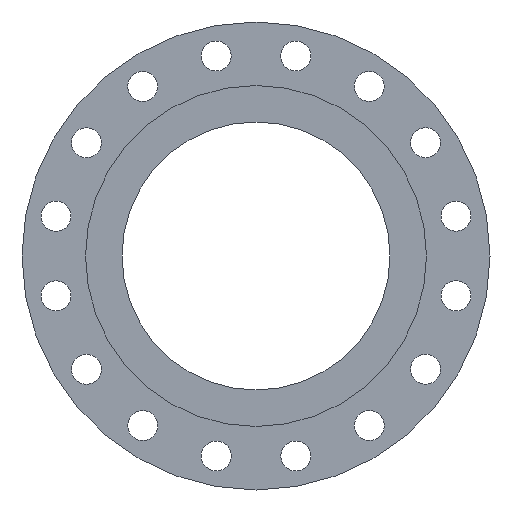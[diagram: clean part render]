
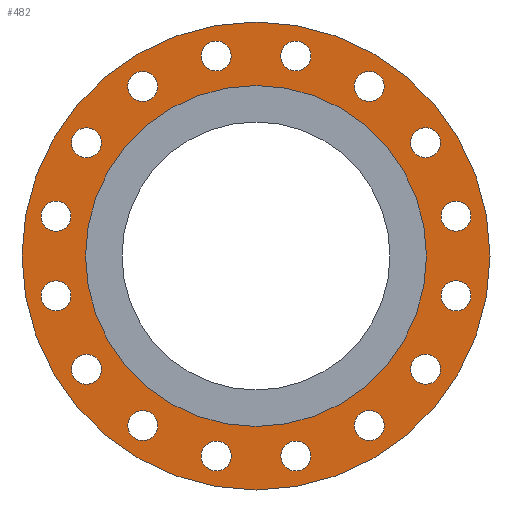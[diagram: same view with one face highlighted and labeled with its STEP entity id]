
A CAD part, front view. The second image highlights one B-rep face of the part: STEP entity #482.
In plain terms, the highlighted planar face has unit normal (0, -1, 0).
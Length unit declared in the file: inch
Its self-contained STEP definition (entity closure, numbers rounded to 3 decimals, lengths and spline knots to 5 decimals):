
#16=FACE_BOUND('',#101,.T.);
#17=FACE_BOUND('',#102,.T.);
#18=FACE_BOUND('',#103,.T.);
#19=FACE_BOUND('',#104,.T.);
#20=FACE_BOUND('',#105,.T.);
#21=FACE_BOUND('',#106,.T.);
#22=FACE_BOUND('',#107,.T.);
#23=FACE_BOUND('',#108,.T.);
#24=FACE_BOUND('',#109,.T.);
#25=FACE_BOUND('',#110,.T.);
#26=FACE_BOUND('',#111,.T.);
#27=FACE_BOUND('',#112,.T.);
#28=FACE_BOUND('',#113,.T.);
#29=FACE_BOUND('',#114,.T.);
#30=FACE_BOUND('',#115,.T.);
#31=FACE_BOUND('',#116,.T.);
#32=FACE_BOUND('',#117,.T.);
#51=PLANE('',#565);
#75=FACE_OUTER_BOUND('',#100,.T.);
#100=EDGE_LOOP('',(#399));
#101=EDGE_LOOP('',(#400));
#102=EDGE_LOOP('',(#401));
#103=EDGE_LOOP('',(#402));
#104=EDGE_LOOP('',(#403));
#105=EDGE_LOOP('',(#404));
#106=EDGE_LOOP('',(#405));
#107=EDGE_LOOP('',(#406));
#108=EDGE_LOOP('',(#407));
#109=EDGE_LOOP('',(#408));
#110=EDGE_LOOP('',(#409));
#111=EDGE_LOOP('',(#410));
#112=EDGE_LOOP('',(#411));
#113=EDGE_LOOP('',(#412));
#114=EDGE_LOOP('',(#413));
#115=EDGE_LOOP('',(#414));
#116=EDGE_LOOP('',(#415));
#117=EDGE_LOOP('',(#416));
#181=CIRCLE('',#510,0.56);
#183=CIRCLE('',#513,0.56);
#185=CIRCLE('',#516,0.56);
#187=CIRCLE('',#519,0.56);
#189=CIRCLE('',#522,0.56);
#191=CIRCLE('',#525,0.56);
#193=CIRCLE('',#528,0.56);
#195=CIRCLE('',#531,0.56);
#197=CIRCLE('',#534,0.56);
#199=CIRCLE('',#537,0.56);
#201=CIRCLE('',#540,0.56);
#203=CIRCLE('',#543,0.56);
#205=CIRCLE('',#546,0.56);
#207=CIRCLE('',#549,0.56);
#209=CIRCLE('',#552,0.56);
#211=CIRCLE('',#555,0.56);
#216=CIRCLE('',#564,6.375);
#217=CIRCLE('',#566,8.75);
#221=VERTEX_POINT('',#727);
#223=VERTEX_POINT('',#733);
#225=VERTEX_POINT('',#739);
#227=VERTEX_POINT('',#745);
#229=VERTEX_POINT('',#751);
#231=VERTEX_POINT('',#757);
#233=VERTEX_POINT('',#763);
#235=VERTEX_POINT('',#769);
#237=VERTEX_POINT('',#775);
#239=VERTEX_POINT('',#781);
#241=VERTEX_POINT('',#787);
#243=VERTEX_POINT('',#793);
#245=VERTEX_POINT('',#799);
#247=VERTEX_POINT('',#805);
#249=VERTEX_POINT('',#811);
#251=VERTEX_POINT('',#817);
#256=VERTEX_POINT('',#834);
#257=VERTEX_POINT('',#838);
#262=EDGE_CURVE('',#221,#221,#181,.T.);
#265=EDGE_CURVE('',#223,#223,#183,.T.);
#268=EDGE_CURVE('',#225,#225,#185,.T.);
#271=EDGE_CURVE('',#227,#227,#187,.T.);
#274=EDGE_CURVE('',#229,#229,#189,.T.);
#277=EDGE_CURVE('',#231,#231,#191,.T.);
#280=EDGE_CURVE('',#233,#233,#193,.T.);
#283=EDGE_CURVE('',#235,#235,#195,.T.);
#286=EDGE_CURVE('',#237,#237,#197,.T.);
#289=EDGE_CURVE('',#239,#239,#199,.T.);
#292=EDGE_CURVE('',#241,#241,#201,.T.);
#295=EDGE_CURVE('',#243,#243,#203,.T.);
#298=EDGE_CURVE('',#245,#245,#205,.T.);
#301=EDGE_CURVE('',#247,#247,#207,.T.);
#304=EDGE_CURVE('',#249,#249,#209,.T.);
#307=EDGE_CURVE('',#251,#251,#211,.T.);
#314=EDGE_CURVE('',#256,#256,#216,.T.);
#316=EDGE_CURVE('',#257,#257,#217,.T.);
#399=ORIENTED_EDGE('',*,*,#316,.F.);
#400=ORIENTED_EDGE('',*,*,#262,.T.);
#401=ORIENTED_EDGE('',*,*,#265,.T.);
#402=ORIENTED_EDGE('',*,*,#268,.T.);
#403=ORIENTED_EDGE('',*,*,#271,.T.);
#404=ORIENTED_EDGE('',*,*,#274,.T.);
#405=ORIENTED_EDGE('',*,*,#277,.T.);
#406=ORIENTED_EDGE('',*,*,#280,.T.);
#407=ORIENTED_EDGE('',*,*,#283,.T.);
#408=ORIENTED_EDGE('',*,*,#286,.T.);
#409=ORIENTED_EDGE('',*,*,#289,.T.);
#410=ORIENTED_EDGE('',*,*,#292,.T.);
#411=ORIENTED_EDGE('',*,*,#295,.T.);
#412=ORIENTED_EDGE('',*,*,#298,.T.);
#413=ORIENTED_EDGE('',*,*,#301,.T.);
#414=ORIENTED_EDGE('',*,*,#304,.T.);
#415=ORIENTED_EDGE('',*,*,#307,.T.);
#416=ORIENTED_EDGE('',*,*,#314,.T.);
#482=ADVANCED_FACE('',(#75,#16,#17,#18,#19,#20,#21,#22,#23,#24,#25,#26,
#27,#28,#29,#30,#31,#32),#51,.T.);
#510=AXIS2_PLACEMENT_3D('',#729,#579,#580);
#513=AXIS2_PLACEMENT_3D('',#735,#586,#587);
#516=AXIS2_PLACEMENT_3D('',#741,#593,#594);
#519=AXIS2_PLACEMENT_3D('',#747,#600,#601);
#522=AXIS2_PLACEMENT_3D('',#753,#607,#608);
#525=AXIS2_PLACEMENT_3D('',#759,#614,#615);
#528=AXIS2_PLACEMENT_3D('',#765,#621,#622);
#531=AXIS2_PLACEMENT_3D('',#771,#628,#629);
#534=AXIS2_PLACEMENT_3D('',#777,#635,#636);
#537=AXIS2_PLACEMENT_3D('',#783,#642,#643);
#540=AXIS2_PLACEMENT_3D('',#789,#649,#650);
#543=AXIS2_PLACEMENT_3D('',#795,#656,#657);
#546=AXIS2_PLACEMENT_3D('',#801,#663,#664);
#549=AXIS2_PLACEMENT_3D('',#807,#670,#671);
#552=AXIS2_PLACEMENT_3D('',#813,#677,#678);
#555=AXIS2_PLACEMENT_3D('',#819,#684,#685);
#564=AXIS2_PLACEMENT_3D('',#835,#704,#705);
#565=AXIS2_PLACEMENT_3D('',#837,#707,#708);
#566=AXIS2_PLACEMENT_3D('',#839,#709,#710);
#579=DIRECTION('center_axis',(0.,1.,0.));
#580=DIRECTION('ref_axis',(0.924,0.,0.383));
#586=DIRECTION('center_axis',(0.,1.,0.));
#587=DIRECTION('ref_axis',(0.707,0.,0.707));
#593=DIRECTION('center_axis',(0.,1.,0.));
#594=DIRECTION('ref_axis',(0.383,0.,0.924));
#600=DIRECTION('center_axis',(0.,1.,0.));
#601=DIRECTION('ref_axis',(0.,0.,1.));
#607=DIRECTION('center_axis',(0.,1.,0.));
#608=DIRECTION('ref_axis',(-0.383,0.,0.924));
#614=DIRECTION('center_axis',(0.,1.,0.));
#615=DIRECTION('ref_axis',(-0.707,0.,0.707));
#621=DIRECTION('center_axis',(0.,1.,0.));
#622=DIRECTION('ref_axis',(-0.924,0.,0.383));
#628=DIRECTION('center_axis',(0.,1.,0.));
#629=DIRECTION('ref_axis',(-1.,0.,0.));
#635=DIRECTION('center_axis',(0.,1.,0.));
#636=DIRECTION('ref_axis',(-0.924,0.,-0.383));
#642=DIRECTION('center_axis',(0.,1.,0.));
#643=DIRECTION('ref_axis',(-0.707,0.,-0.707));
#649=DIRECTION('center_axis',(0.,1.,0.));
#650=DIRECTION('ref_axis',(-0.383,0.,-0.924));
#656=DIRECTION('center_axis',(0.,1.,0.));
#657=DIRECTION('ref_axis',(0.,0.,-1.));
#663=DIRECTION('center_axis',(0.,1.,0.));
#664=DIRECTION('ref_axis',(0.383,0.,-0.924));
#670=DIRECTION('center_axis',(0.,1.,0.));
#671=DIRECTION('ref_axis',(0.707,0.,-0.707));
#677=DIRECTION('center_axis',(0.,1.,0.));
#678=DIRECTION('ref_axis',(0.924,0.,-0.383));
#684=DIRECTION('center_axis',(0.,1.,0.));
#685=DIRECTION('ref_axis',(1.,0.,0.));
#704=DIRECTION('center_axis',(0.,1.,0.));
#705=DIRECTION('ref_axis',(1.,0.,0.));
#707=DIRECTION('center_axis',(0.,-1.,0.));
#708=DIRECTION('ref_axis',(0.,0.,-1.));
#709=DIRECTION('center_axis',(0.,1.,0.));
#710=DIRECTION('ref_axis',(1.,0.,0.));
#727=CARTESIAN_POINT('',(3.71885,0.0625,-6.55426));
#729=CARTESIAN_POINT('Origin',(4.23622,0.0625,-6.33996));
#733=CARTESIAN_POINT('',(5.94398,0.0625,-4.6322));
#735=CARTESIAN_POINT('Origin',(6.33996,0.0625,-4.23622));
#739=CARTESIAN_POINT('',(7.26419,0.0625,-2.00494));
#741=CARTESIAN_POINT('Origin',(7.47849,0.0625,-1.48756));
#745=CARTESIAN_POINT('',(7.47849,0.0625,0.92756));
#747=CARTESIAN_POINT('Origin',(7.47849,0.0625,1.48756));
#751=CARTESIAN_POINT('',(6.55426,0.0625,3.71885));
#753=CARTESIAN_POINT('Origin',(6.33996,0.0625,4.23622));
#757=CARTESIAN_POINT('',(4.6322,0.0625,5.94398));
#759=CARTESIAN_POINT('Origin',(4.23622,0.0625,6.33996));
#763=CARTESIAN_POINT('',(2.00494,0.0625,7.26419));
#765=CARTESIAN_POINT('Origin',(1.48756,0.0625,7.47849));
#769=CARTESIAN_POINT('',(-0.92756,0.0625,7.47849));
#771=CARTESIAN_POINT('Origin',(-1.48756,0.0625,7.47849));
#775=CARTESIAN_POINT('',(-3.71885,0.0625,6.55426));
#777=CARTESIAN_POINT('Origin',(-4.23622,0.0625,6.33996));
#781=CARTESIAN_POINT('',(-5.94398,0.0625,4.6322));
#783=CARTESIAN_POINT('Origin',(-6.33996,0.0625,4.23622));
#787=CARTESIAN_POINT('',(-7.26419,0.0625,2.00494));
#789=CARTESIAN_POINT('Origin',(-7.47849,0.0625,1.48756));
#793=CARTESIAN_POINT('',(-7.47849,0.0625,-0.92756));
#795=CARTESIAN_POINT('Origin',(-7.47849,0.0625,-1.48756));
#799=CARTESIAN_POINT('',(-6.55426,0.0625,-3.71885));
#801=CARTESIAN_POINT('Origin',(-6.33996,0.0625,-4.23622));
#805=CARTESIAN_POINT('',(-4.6322,0.0625,-5.94398));
#807=CARTESIAN_POINT('Origin',(-4.23622,0.0625,-6.33996));
#811=CARTESIAN_POINT('',(-2.00494,0.0625,-7.26419));
#813=CARTESIAN_POINT('Origin',(-1.48756,0.0625,-7.47849));
#817=CARTESIAN_POINT('',(0.92756,0.0625,-7.47849));
#819=CARTESIAN_POINT('Origin',(1.48756,0.0625,-7.47849));
#834=CARTESIAN_POINT('',(6.375,0.0625,0.));
#835=CARTESIAN_POINT('Origin',(0.,0.0625,0.));
#837=CARTESIAN_POINT('Origin',(-8.75,0.0625,0.));
#838=CARTESIAN_POINT('',(8.75,0.0625,0.));
#839=CARTESIAN_POINT('Origin',(0.,0.0625,0.));
